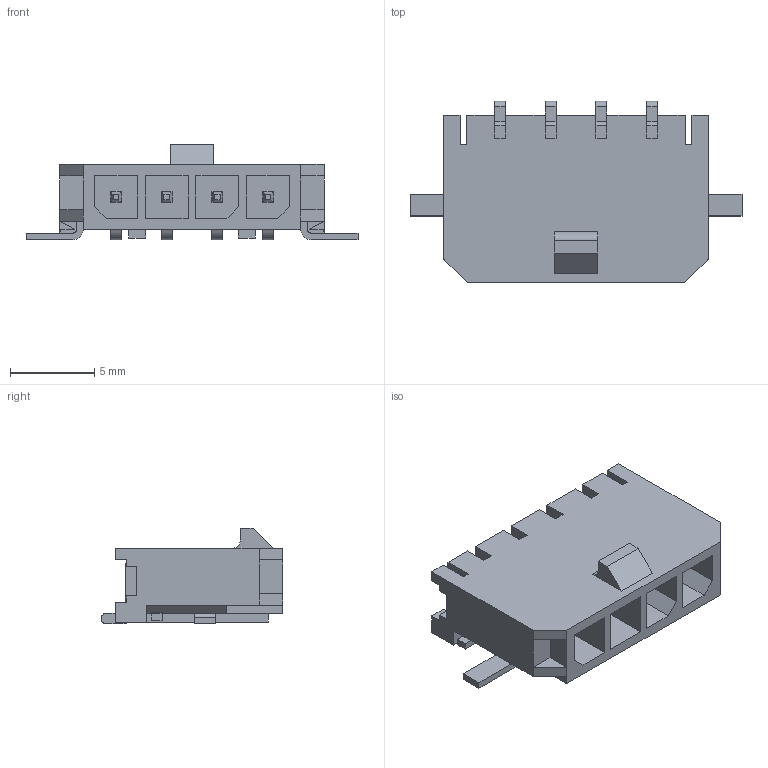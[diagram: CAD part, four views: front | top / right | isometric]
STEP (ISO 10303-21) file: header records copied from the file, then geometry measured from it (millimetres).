
FILE_DESCRIPTION(/* description */ (''),/* implementation_level */ '2;1');
FILE_NAME(/* name */ 'Molex - 436500412.step',/* time_stamp */ '2022-03-21T19:59:48+00:00',/* author */ (''),/* organization */ (''),/* preprocessor_version */ 'ST-DEVELOPER v18.1',/* originating_system */ 'Autodesk Translation Framework v10.13.0.1454',/* authorisation */ '');
FILE_SCHEMA (('AUTOMOTIVE_DESIGN { 1 0 10303 214 3 1 1 }'));
Length unit declared in the file: millimetre
Products named in the file (1): Molex - 436500412
Bounding box: 19.65 x 10.74 x 5.67 mm (x, y, z)
Volume: 388.4 mm3; surface area: 965.1 mm2
Topology: 2 solids, 2 shells, 300 faces, 845 edges, 538 vertices
Faces by surface type: plane 277, cylinder 23
Entity records: 9643 total; most frequent: ORIENTED_EDGE 1690, CARTESIAN_POINT 1684, DIRECTION 1509, EDGE_CURVE 845, LINE 783, VECTOR 783, VERTEX_POINT 538, AXIS2_PLACEMENT_3D 363
